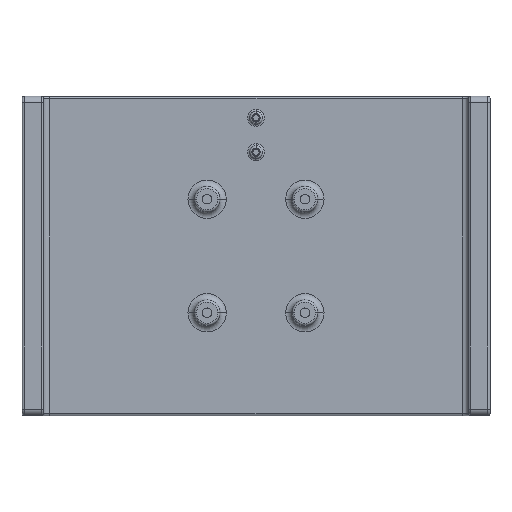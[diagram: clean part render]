
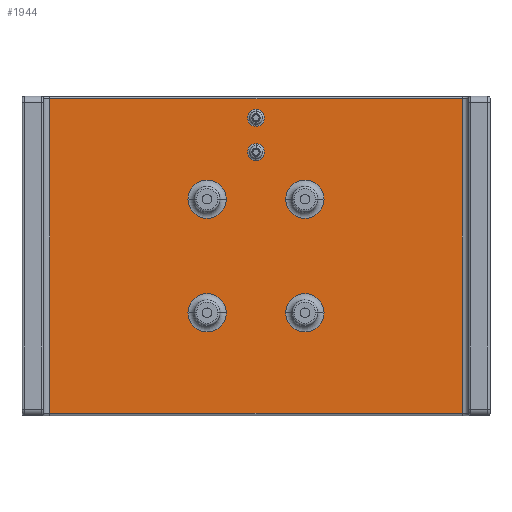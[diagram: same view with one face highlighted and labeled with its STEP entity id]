
A CAD part, top view. The second image highlights one B-rep face of the part: STEP entity #1944.
In plain terms, the highlighted planar face has unit normal (0, 0, 1).
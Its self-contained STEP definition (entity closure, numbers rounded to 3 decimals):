
#271=CARTESIAN_POINT('',(-23.,26.7,-40.));
#272=DIRECTION('',(0.,0.,1.));
#273=DIRECTION('',(1.,0.,0.));
#274=AXIS2_PLACEMENT_3D('',#271,#272,#273);
#276=CARTESIAN_POINT('',(-23.,26.7,-40.));
#277=DIRECTION('',(0.,0.,1.));
#278=DIRECTION('',(-1.,0.,0.));
#279=AXIS2_PLACEMENT_3D('',#276,#277,#278);
#281=CARTESIAN_POINT('',(-23.,-26.7,-40.));
#282=DIRECTION('',(0.,0.,1.));
#283=DIRECTION('',(-1.,0.,0.));
#284=AXIS2_PLACEMENT_3D('',#281,#282,#283);
#286=CARTESIAN_POINT('',(-23.,-26.7,-40.));
#287=DIRECTION('',(0.,0.,1.));
#288=DIRECTION('',(1.,0.,0.));
#289=AXIS2_PLACEMENT_3D('',#286,#287,#288);
#291=CARTESIAN_POINT('',(23.,-26.7,-40.));
#292=DIRECTION('',(0.,0.,1.));
#293=DIRECTION('',(1.,0.,0.));
#294=AXIS2_PLACEMENT_3D('',#291,#292,#293);
#296=CARTESIAN_POINT('',(23.,-26.7,-40.));
#297=DIRECTION('',(0.,0.,1.));
#298=DIRECTION('',(-1.,0.,0.));
#299=AXIS2_PLACEMENT_3D('',#296,#297,#298);
#301=CARTESIAN_POINT('',(23.,26.7,-40.));
#302=DIRECTION('',(0.,0.,1.));
#303=DIRECTION('',(1.,0.,0.));
#304=AXIS2_PLACEMENT_3D('',#301,#302,#303);
#306=CARTESIAN_POINT('',(23.,26.7,-40.));
#307=DIRECTION('',(0.,0.,1.));
#308=DIRECTION('',(-1.,0.,0.));
#309=AXIS2_PLACEMENT_3D('',#306,#307,#308);
#311=CARTESIAN_POINT('',(0.,48.81,-40.));
#312=DIRECTION('',(0.,0.,1.));
#313=DIRECTION('',(0.,1.,0.));
#314=AXIS2_PLACEMENT_3D('',#311,#312,#313);
#316=CARTESIAN_POINT('',(0.,48.81,-40.));
#317=DIRECTION('',(0.,0.,1.));
#318=DIRECTION('',(0.,-1.,0.));
#319=AXIS2_PLACEMENT_3D('',#316,#317,#318);
#321=CARTESIAN_POINT('',(0.,65.,-40.));
#322=DIRECTION('',(0.,0.,1.));
#323=DIRECTION('',(0.,1.,0.));
#324=AXIS2_PLACEMENT_3D('',#321,#322,#323);
#326=CARTESIAN_POINT('',(0.,65.,-40.));
#327=DIRECTION('',(0.,0.,1.));
#328=DIRECTION('',(0.,-1.,0.));
#329=AXIS2_PLACEMENT_3D('',#326,#327,#328);
#331=DIRECTION('',(1.,0.,0.));
#332=VECTOR('',#331,194.);
#333=CARTESIAN_POINT('',(-97.,74.,-40.));
#334=LINE('',#333,#332);
#335=DIRECTION('',(0.,1.,0.));
#336=VECTOR('',#335,148.);
#337=CARTESIAN_POINT('',(97.,-74.,-40.));
#338=LINE('',#337,#336);
#339=DIRECTION('',(-1.,0.,0.));
#340=VECTOR('',#339,194.);
#341=CARTESIAN_POINT('',(97.,-74.,-40.));
#342=LINE('',#341,#340);
#343=DIRECTION('',(0.,1.,0.));
#344=VECTOR('',#343,148.);
#345=CARTESIAN_POINT('',(-97.,-74.,-40.));
#346=LINE('',#345,#344);
#1233=CARTESIAN_POINT('',(-14.,26.7,-40.));
#1234=CARTESIAN_POINT('',(-32.,26.7,-40.));
#1235=VERTEX_POINT('',#1233);
#1236=VERTEX_POINT('',#1234);
#1241=CARTESIAN_POINT('',(-32.,-26.7,-40.));
#1242=CARTESIAN_POINT('',(-14.,-26.7,-40.));
#1243=VERTEX_POINT('',#1241);
#1244=VERTEX_POINT('',#1242);
#1249=CARTESIAN_POINT('',(32.,-26.7,-40.));
#1250=CARTESIAN_POINT('',(14.,-26.7,-40.));
#1251=VERTEX_POINT('',#1249);
#1252=VERTEX_POINT('',#1250);
#1257=CARTESIAN_POINT('',(32.,26.7,-40.));
#1258=CARTESIAN_POINT('',(14.,26.7,-40.));
#1259=VERTEX_POINT('',#1257);
#1260=VERTEX_POINT('',#1258);
#1297=CARTESIAN_POINT('',(0.,52.81,-40.));
#1298=CARTESIAN_POINT('',(0.,44.81,-40.));
#1299=VERTEX_POINT('',#1297);
#1300=VERTEX_POINT('',#1298);
#1334=CARTESIAN_POINT('',(-97.,74.,-40.));
#1336=VERTEX_POINT('',#1334);
#1339=CARTESIAN_POINT('',(97.,74.,-40.));
#1340=VERTEX_POINT('',#1339);
#1367=CARTESIAN_POINT('',(97.,-74.,-40.));
#1368=VERTEX_POINT('',#1367);
#1371=CARTESIAN_POINT('',(-97.,-74.,-40.));
#1372=VERTEX_POINT('',#1371);
#1457=CARTESIAN_POINT('',(0.,69.,-40.));
#1458=CARTESIAN_POINT('',(0.,61.,-40.));
#1459=VERTEX_POINT('',#1457);
#1460=VERTEX_POINT('',#1458);
#1896=CARTESIAN_POINT('',(-100.,-75.,-40.));
#1897=DIRECTION('',(0.,0.,1.));
#1898=DIRECTION('',(1.,0.,0.));
#1899=AXIS2_PLACEMENT_3D('',#1896,#1897,#1898);
#1900=PLANE('',#1899);
#1901=ORIENTED_EDGE('',*,*,#1864,.T.);
#1902=ORIENTED_EDGE('',*,*,#1891,.F.);
#1903=ORIENTED_EDGE('',*,*,#1574,.T.);
#1905=ORIENTED_EDGE('',*,*,#1904,.T.);
#1906=EDGE_LOOP('',(#1901,#1902,#1903,#1905));
#1907=FACE_OUTER_BOUND('',#1906,.F.);
#1909=ORIENTED_EDGE('',*,*,#1908,.T.);
#1911=ORIENTED_EDGE('',*,*,#1910,.T.);
#1912=EDGE_LOOP('',(#1909,#1911));
#1913=FACE_BOUND('',#1912,.F.);
#1915=ORIENTED_EDGE('',*,*,#1914,.T.);
#1917=ORIENTED_EDGE('',*,*,#1916,.T.);
#1918=EDGE_LOOP('',(#1915,#1917));
#1919=FACE_BOUND('',#1918,.F.);
#1921=ORIENTED_EDGE('',*,*,#1920,.T.);
#1923=ORIENTED_EDGE('',*,*,#1922,.T.);
#1924=EDGE_LOOP('',(#1921,#1923));
#1925=FACE_BOUND('',#1924,.F.);
#1927=ORIENTED_EDGE('',*,*,#1926,.T.);
#1929=ORIENTED_EDGE('',*,*,#1928,.T.);
#1930=EDGE_LOOP('',(#1927,#1929));
#1931=FACE_BOUND('',#1930,.F.);
#1933=ORIENTED_EDGE('',*,*,#1932,.T.);
#1935=ORIENTED_EDGE('',*,*,#1934,.T.);
#1936=EDGE_LOOP('',(#1933,#1935));
#1937=FACE_BOUND('',#1936,.F.);
#1939=ORIENTED_EDGE('',*,*,#1938,.T.);
#1941=ORIENTED_EDGE('',*,*,#1940,.T.);
#1942=EDGE_LOOP('',(#1939,#1941));
#1943=FACE_BOUND('',#1942,.F.);
#1944=ADVANCED_FACE('',(#1907,#1913,#1919,#1925,#1931,#1937,#1943),#1900,.T.);
#275=CIRCLE('',#274,9.);
#280=CIRCLE('',#279,9.);
#285=CIRCLE('',#284,9.);
#290=CIRCLE('',#289,9.);
#295=CIRCLE('',#294,9.);
#300=CIRCLE('',#299,9.);
#305=CIRCLE('',#304,9.);
#310=CIRCLE('',#309,9.);
#315=CIRCLE('',#314,4.);
#320=CIRCLE('',#319,4.);
#325=CIRCLE('',#324,4.);
#330=CIRCLE('',#329,4.);
#1574=EDGE_CURVE('',#1368,#1372,#342,.T.);
#1864=EDGE_CURVE('',#1336,#1340,#334,.T.);
#1891=EDGE_CURVE('',#1368,#1340,#338,.T.);
#1904=EDGE_CURVE('',#1372,#1336,#346,.T.);
#1908=EDGE_CURVE('',#1243,#1244,#285,.T.);
#1910=EDGE_CURVE('',#1244,#1243,#290,.T.);
#1914=EDGE_CURVE('',#1251,#1252,#295,.T.);
#1916=EDGE_CURVE('',#1252,#1251,#300,.T.);
#1920=EDGE_CURVE('',#1259,#1260,#305,.T.);
#1922=EDGE_CURVE('',#1260,#1259,#310,.T.);
#1926=EDGE_CURVE('',#1299,#1300,#315,.T.);
#1928=EDGE_CURVE('',#1300,#1299,#320,.T.);
#1932=EDGE_CURVE('',#1459,#1460,#325,.T.);
#1934=EDGE_CURVE('',#1460,#1459,#330,.T.);
#1938=EDGE_CURVE('',#1235,#1236,#275,.T.);
#1940=EDGE_CURVE('',#1236,#1235,#280,.T.);
